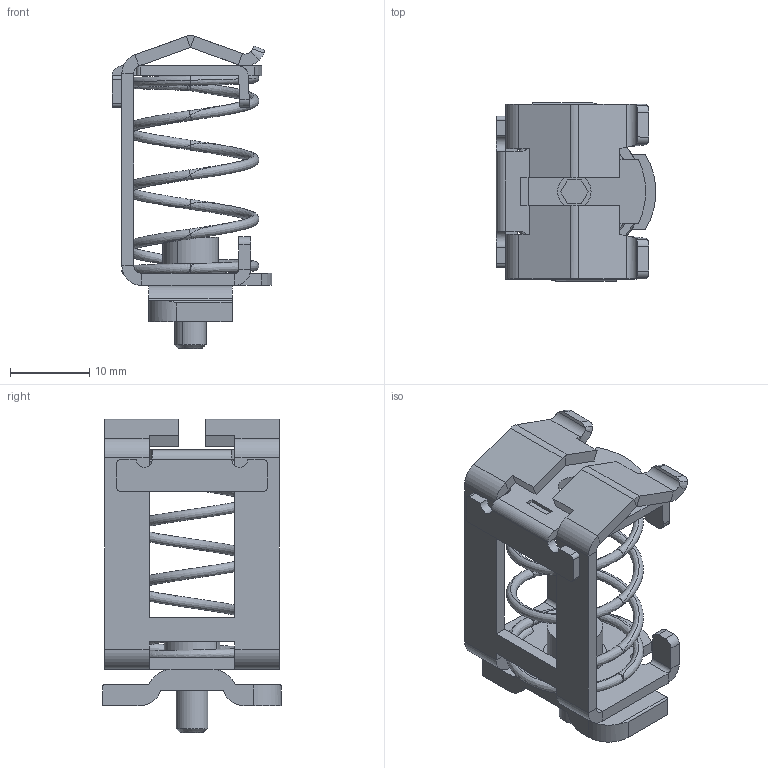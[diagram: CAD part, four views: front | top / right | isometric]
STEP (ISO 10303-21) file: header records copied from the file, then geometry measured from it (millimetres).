
FILE_DESCRIPTION(('CATIA V5R24 STEP','CAx-IF Rec.Pracs.--- Model Styling and Organization---1.2---2011-12-15'),'2;1');
FILE_NAME ('D1455458_0', '2016-12-22T13:00:24+00:00', ('Weidmueller Interface'), ('Weidmueller'), 'CATIA Version 5-6 Release 2014 SP4 HF52', 'CATIA V5 STEP AP214', 'none');
FILE_SCHEMA(('AUTOMOTIVE_DESIGN { 1 0 10303 214 1 1 1 1 }'));
Length unit declared in the file: millimetre
Products named in the file (1): v5-standard_part
Bounding box: 20.06 x 22.5 x 39.4 mm (x, y, z)
Volume: 2975 mm3; surface area: 4929 mm2
Topology: 1 solids, 2 shells, 261 faces, 693 edges, 423 vertices
Faces by surface type: plane 139, cylinder 81, bspline 33, cone 8
Entity records: 13523 total; most frequent: CARTESIAN_POINT 7672, ORIENTED_EDGE 1386, DIRECTION 927, EDGE_CURVE 693, VERTEX_POINT 423, VECTOR 383, LINE 383, AXIS2_PLACEMENT_3D 357
